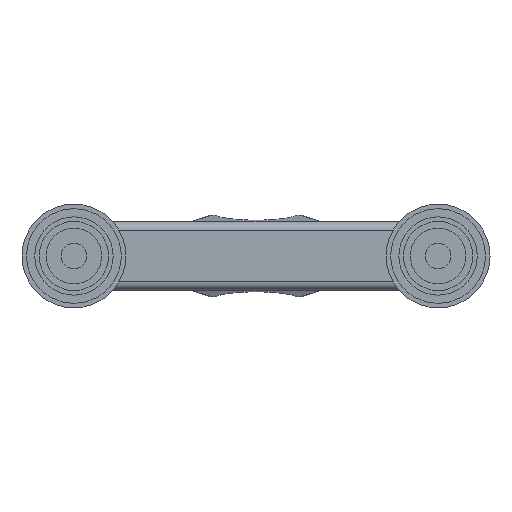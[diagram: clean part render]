
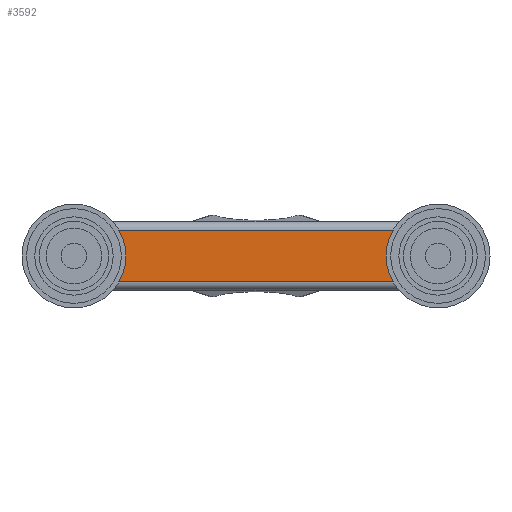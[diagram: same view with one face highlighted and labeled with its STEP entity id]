
A CAD part, front view. The second image highlights one B-rep face of the part: STEP entity #3592.
In plain terms, the highlighted planar face has unit normal (0, -1, 0).
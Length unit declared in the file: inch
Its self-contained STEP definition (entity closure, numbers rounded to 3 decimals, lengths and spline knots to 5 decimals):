
#29 = CARTESIAN_POINT ( 'NONE',  ( -2., -0.18, 0. ) ) ;
#43 = DIRECTION ( 'NONE',  ( 0., 0., -1. ) ) ;
#70 = CIRCLE ( 'NONE', #4004, 0.25 ) ;
#132 = DIRECTION ( 'NONE',  ( 0., -1., 0. ) ) ;
#155 = DIRECTION ( 'NONE',  ( 0., 0., -1. ) ) ;
#275 = EDGE_CURVE ( 'NONE', #4376, #3279, #1746, .T. ) ;
#410 = EDGE_LOOP ( 'NONE', ( #706, #2734 ) ) ;
#422 = LINE ( 'NONE', #2217, #4607 ) ;
#434 = PLANE ( 'NONE',  #660 ) ;
#581 = VERTEX_POINT ( 'NONE', #1146 ) ;
#660 = AXIS2_PLACEMENT_3D ( 'NONE', #3304, #132, #959 ) ;
#661 = EDGE_CURVE ( 'NONE', #581, #2458, #1560, .T. ) ;
#706 = ORIENTED_EDGE ( 'NONE', *, *, #2729, .F. ) ;
#783 = EDGE_LOOP ( 'NONE', ( #3775, #4078, #3811, #2886 ) ) ;
#791 = EDGE_CURVE ( 'NONE', #4810, #5083, #1185, .T. ) ;
#795 = DIRECTION ( 'NONE',  ( 0., -1., 0. ) ) ;
#844 = EDGE_LOOP ( 'NONE', ( #2776, #3546 ) ) ;
#959 = DIRECTION ( 'NONE',  ( 0., 0., -1. ) ) ;
#1146 = CARTESIAN_POINT ( 'NONE',  ( -2., -0.18, -0.25 ) ) ;
#1172 = CARTESIAN_POINT ( 'NONE',  ( 2., -0.18, 0. ) ) ;
#1185 = CIRCLE ( 'NONE', #1203, 0.50055 ) ;
#1203 = AXIS2_PLACEMENT_3D ( 'NONE', #3277, #2115, #155 ) ;
#1272 = DIRECTION ( 'NONE',  ( 0., 0., -1. ) ) ;
#1297 = CIRCLE ( 'NONE', #2420, 0.50055 ) ;
#1316 = CARTESIAN_POINT ( 'NONE',  ( -2.20594, -0.18, -0.285 ) ) ;
#1341 = LINE ( 'NONE', #1636, #2914 ) ;
#1560 = CIRCLE ( 'NONE', #1832, 0.25 ) ;
#1636 = CARTESIAN_POINT ( 'NONE',  ( 2.20594, -0.18, -0.285 ) ) ;
#1746 = CIRCLE ( 'NONE', #2213, 0.25 ) ;
#1832 = AXIS2_PLACEMENT_3D ( 'NONE', #3778, #4118, #4524 ) ;
#1841 = CARTESIAN_POINT ( 'NONE',  ( 2.20594, -0.18, 0.285 ) ) ;
#1974 = FACE_OUTER_BOUND ( 'NONE', #783, .T. ) ;
#2115 = DIRECTION ( 'NONE',  ( 0., -1., 0. ) ) ;
#2213 = AXIS2_PLACEMENT_3D ( 'NONE', #1172, #3972, #4377 ) ;
#2217 = CARTESIAN_POINT ( 'NONE',  ( -2.20594, -0.18, 0.285 ) ) ;
#2420 = AXIS2_PLACEMENT_3D ( 'NONE', #3212, #795, #3589 ) ;
#2458 = VERTEX_POINT ( 'NONE', #3109 ) ;
#2572 = DIRECTION ( 'NONE',  ( -1., 0., 0. ) ) ;
#2729 = EDGE_CURVE ( 'NONE', #3279, #4376, #70, .T. ) ;
#2734 = ORIENTED_EDGE ( 'NONE', *, *, #275, .F. ) ;
#2776 = ORIENTED_EDGE ( 'NONE', *, *, #5018, .F. ) ;
#2886 = ORIENTED_EDGE ( 'NONE', *, *, #791, .T. ) ;
#2914 = VECTOR ( 'NONE', #4414, 39.37008 ) ;
#3067 = CARTESIAN_POINT ( 'NONE',  ( 2., -0.18, 0.25 ) ) ;
#3109 = CARTESIAN_POINT ( 'NONE',  ( -2., -0.18, 0.25 ) ) ;
#3111 = CIRCLE ( 'NONE', #3507, 0.25 ) ;
#3158 = EDGE_CURVE ( 'NONE', #3989, #4330, #1297, .T. ) ;
#3212 = CARTESIAN_POINT ( 'NONE',  ( 1.79445, -0.18, 0. ) ) ;
#3277 = CARTESIAN_POINT ( 'NONE',  ( -1.79445, -0.18, 0. ) ) ;
#3279 = VERTEX_POINT ( 'NONE', #3067 ) ;
#3293 = CARTESIAN_POINT ( 'NONE',  ( 2., -0.18, 0. ) ) ;
#3304 = CARTESIAN_POINT ( 'NONE',  ( -1.79445, -0.18, 0. ) ) ;
#3423 = FACE_BOUND ( 'NONE', #410, .T. ) ;
#3507 = AXIS2_PLACEMENT_3D ( 'NONE', #29, #4836, #43 ) ;
#3546 = ORIENTED_EDGE ( 'NONE', *, *, #661, .F. ) ;
#3555 = CARTESIAN_POINT ( 'NONE',  ( 2.20594, -0.18, -0.285 ) ) ;
#3565 = CARTESIAN_POINT ( 'NONE',  ( 2., -0.18, -0.25 ) ) ;
#3589 = DIRECTION ( 'NONE',  ( 0., 0., -1. ) ) ;
#3592 = ADVANCED_FACE ( 'NONE', ( #3423, #4797, #1974 ), #434, .T. ) ;
#3775 = ORIENTED_EDGE ( 'NONE', *, *, #5045, .T. ) ;
#3778 = CARTESIAN_POINT ( 'NONE',  ( -2., -0.18, 0. ) ) ;
#3811 = ORIENTED_EDGE ( 'NONE', *, *, #4651, .T. ) ;
#3972 = DIRECTION ( 'NONE',  ( 0., -1., 0. ) ) ;
#3989 = VERTEX_POINT ( 'NONE', #3555 ) ;
#4004 = AXIS2_PLACEMENT_3D ( 'NONE', #3293, #4469, #1272 ) ;
#4078 = ORIENTED_EDGE ( 'NONE', *, *, #3158, .T. ) ;
#4118 = DIRECTION ( 'NONE',  ( 0., -1., 0. ) ) ;
#4295 = CARTESIAN_POINT ( 'NONE',  ( -2.20594, -0.18, 0.285 ) ) ;
#4330 = VERTEX_POINT ( 'NONE', #1841 ) ;
#4376 = VERTEX_POINT ( 'NONE', #3565 ) ;
#4377 = DIRECTION ( 'NONE',  ( 0., 0., -1. ) ) ;
#4414 = DIRECTION ( 'NONE',  ( 1., 0., 0. ) ) ;
#4469 = DIRECTION ( 'NONE',  ( 0., -1., 0. ) ) ;
#4524 = DIRECTION ( 'NONE',  ( 0., 0., -1. ) ) ;
#4607 = VECTOR ( 'NONE', #2572, 39.37008 ) ;
#4651 = EDGE_CURVE ( 'NONE', #4330, #4810, #422, .T. ) ;
#4797 = FACE_BOUND ( 'NONE', #844, .T. ) ;
#4810 = VERTEX_POINT ( 'NONE', #4295 ) ;
#4836 = DIRECTION ( 'NONE',  ( 0., -1., 0. ) ) ;
#5018 = EDGE_CURVE ( 'NONE', #2458, #581, #3111, .T. ) ;
#5045 = EDGE_CURVE ( 'NONE', #5083, #3989, #1341, .T. ) ;
#5083 = VERTEX_POINT ( 'NONE', #1316 ) ;
